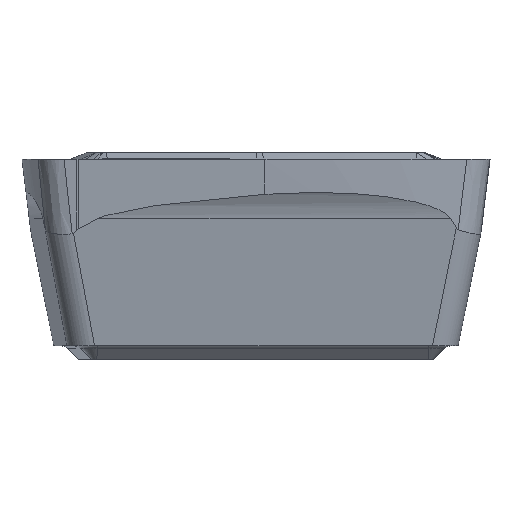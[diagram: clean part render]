
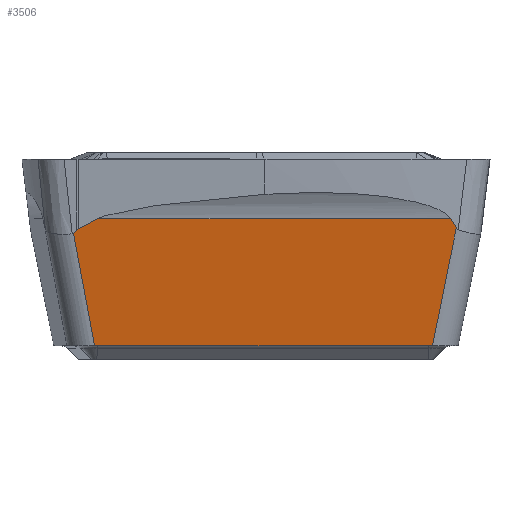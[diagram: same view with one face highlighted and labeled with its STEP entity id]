
A CAD part, front view. The second image highlights one B-rep face of the part: STEP entity #3506.
In plain terms, the highlighted planar face has unit normal (0.038, -0.981, -0.191).
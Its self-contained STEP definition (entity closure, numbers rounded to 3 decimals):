
#200=DIRECTION('',(0.999,0.038,0.));
#201=VECTOR('',#200,9.974);
#202=CARTESIAN_POINT('',(-4.762,-5.959,-5.5));
#203=LINE('',#202,#201);
#328=DIRECTION('',(-0.18,-0.194,0.964));
#329=VECTOR('',#328,3.444);
#330=CARTESIAN_POINT('',(-4.762,-5.959,-5.5));
#331=LINE('',#330,#329);
#335=DIRECTION('',(0.739,-0.101,0.666));
#336=VECTOR('',#335,0.134);
#337=CARTESIAN_POINT('',(-5.382,-6.629,
-2.179));
#338=LINE('',#337,#336);
#342=DIRECTION('',(0.88,-0.058,0.471));
#343=VECTOR('',#342,0.643);
#344=CARTESIAN_POINT('',(-5.231,-6.648,
-2.053));
#345=LINE('',#344,#343);
#349=CARTESIAN_POINT('',(5.734,-6.286,-1.75));
#350=CARTESIAN_POINT('',(5.753,-6.279,-1.78));
#351=CARTESIAN_POINT('',(5.792,-6.266,-1.84));
#352=CARTESIAN_POINT('',(5.85,-6.246,-1.931));
#353=CARTESIAN_POINT('',(5.887,-6.233,-1.992));
#354=CARTESIAN_POINT('',(5.906,-6.226,-2.022));
#359=DIRECTION('',(-0.194,0.18,-0.964));
#360=VECTOR('',#359,3.607);
#361=CARTESIAN_POINT('',(5.906,-6.226,-2.022));
#362=LINE('',#361,#360);
#1160=CARTESIAN_POINT('',(-5.231,-6.648,
-2.053));
#1161=CARTESIAN_POINT('',(-5.25,-6.647,
-2.063));
#1162=CARTESIAN_POINT('',(-5.267,-6.645,
-2.076));
#1163=CARTESIAN_POINT('',(-5.283,-6.643,
-2.09));
#1219=DIRECTION('',(-0.999,-0.038,0.));
#1220=VECTOR('',#1219,10.407);
#1221=CARTESIAN_POINT('',(5.734,-6.286,
-1.75));
#1222=LINE('',#1221,#1220);
#2817=CARTESIAN_POINT('',(-4.762,-5.959,-5.5));
#2818=CARTESIAN_POINT('',(5.205,-5.576,-5.5));
#2819=VERTEX_POINT('',#2817);
#2820=VERTEX_POINT('',#2818);
#2839=CARTESIAN_POINT('',(-5.382,-6.629,
-2.179));
#2840=VERTEX_POINT('',#2839);
#2841=CARTESIAN_POINT('',(-5.283,-6.643,
-2.09));
#2842=VERTEX_POINT('',#2841);
#2843=VERTEX_POINT('',#1160);
#2844=CARTESIAN_POINT('',(-4.665,-6.685,
-1.75));
#2845=VERTEX_POINT('',#2844);
#2846=CARTESIAN_POINT('',(5.734,-6.286,
-1.75));
#2847=VERTEX_POINT('',#2846);
#2848=VERTEX_POINT('',#354);
#3484=CARTESIAN_POINT('',(0.234,-6.084,-3.875));
#3485=DIRECTION('',(0.038,-0.981,-0.191));
#3486=DIRECTION('',(0.007,-0.191,0.982));
#3487=AXIS2_PLACEMENT_3D('',#3484,#3485,#3486);
#3488=PLANE('',#3487);
#3489=ORIENTED_EDGE('',*,*,#3448,.F.);
#3491=ORIENTED_EDGE('',*,*,#3490,.T.);
#3493=ORIENTED_EDGE('',*,*,#3492,.T.);
#3495=ORIENTED_EDGE('',*,*,#3494,.F.);
#3497=ORIENTED_EDGE('',*,*,#3496,.T.);
#3499=ORIENTED_EDGE('',*,*,#3498,.F.);
#3501=ORIENTED_EDGE('',*,*,#3500,.T.);
#3503=ORIENTED_EDGE('',*,*,#3502,.T.);
#3504=EDGE_LOOP('',(#3489,#3491,#3493,#3495,#3497,#3499,#3501,#3503));
#3505=FACE_OUTER_BOUND('',#3504,.F.);
#355=B_SPLINE_CURVE_WITH_KNOTS('',3,(#349,#350,#351,#352,#353,#354),
.UNSPECIFIED.,.F.,.F.,(4,1,1,4),(0.,0.333,0.667,1.),
.UNSPECIFIED.);
#1164=B_SPLINE_CURVE_WITH_KNOTS('',3,(#1160,#1161,#1162,#1163),.UNSPECIFIED.,
.F.,.F.,(4,4),(0.,1.),.UNSPECIFIED.);
#3448=EDGE_CURVE('',#2819,#2820,#203,.T.);
#3490=EDGE_CURVE('',#2819,#2840,#331,.T.);
#3492=EDGE_CURVE('',#2840,#2842,#338,.T.);
#3494=EDGE_CURVE('',#2843,#2842,#1164,.T.);
#3496=EDGE_CURVE('',#2843,#2845,#345,.T.);
#3498=EDGE_CURVE('',#2847,#2845,#1222,.T.);
#3500=EDGE_CURVE('',#2847,#2848,#355,.T.);
#3502=EDGE_CURVE('',#2848,#2820,#362,.T.);
#3506=ADVANCED_FACE('',(#3505),#3488,.T.);
